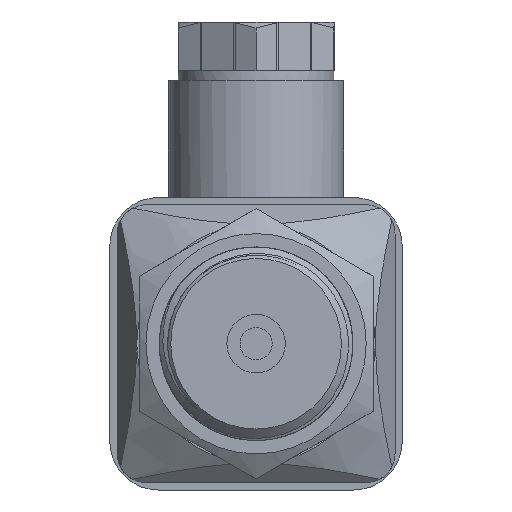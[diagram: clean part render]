
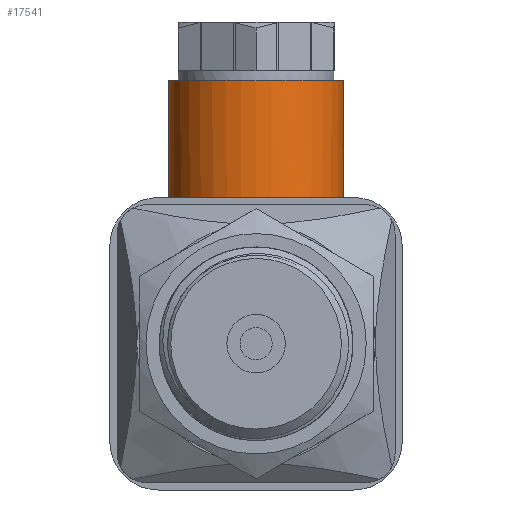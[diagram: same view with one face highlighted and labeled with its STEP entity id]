
A CAD part, left-side view. The second image highlights one B-rep face of the part: STEP entity #17541.
In plain terms, the highlighted cylindrical face has radius 9 mm (diameter 18 mm), a full revolution.
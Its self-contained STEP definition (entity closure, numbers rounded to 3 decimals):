
#1999=FACE_OUTER_BOUND('',#3089,.T.);
#3089=EDGE_LOOP('',(#16280,#16281,#16282,#16283,#16284,#16285,#16286));
#3401=CIRCLE('',#18598,9.);
#3402=CIRCLE('',#18599,9.);
#3427=CIRCLE('',#18680,9.);
#4119=B_SPLINE_CURVE_WITH_KNOTS('',3,(#37302,#37303,#37304,#37305,#37306,
#37307,#37308,#37309,#37310,#37311),.UNSPECIFIED.,.F.,.F.,(4,2,1,1,1,1,
4),(-0.002,0.,0.204,0.408,0.611,
0.815,1.019),.UNSPECIFIED.);
#4120=B_SPLINE_CURVE_WITH_KNOTS('',3,(#37380,#37381,#37382,#37383,#37384,
#37385,#37386,#37387,#37388,#37389,#37390,#37391),.UNSPECIFIED.,.F.,.F.,
(4,1,1,1,1,1,1,2,4),(0.,0.204,0.306,
0.408,0.509,0.611,0.815,
1.019,1.02),.UNSPECIFIED.);
#5589=LINE('',#37743,#7076);
#7076=VECTOR('',#22229,9.);
#8373=VERTEX_POINT('',#34743);
#8637=VERTEX_POINT('',#37300);
#8638=VERTEX_POINT('',#37313);
#8640=VERTEX_POINT('',#37317);
#8731=VERTEX_POINT('',#37741);
#11107=EDGE_CURVE('',#8373,#8637,#4119,.T.);
#11110=EDGE_CURVE('',#8637,#8640,#3401,.T.);
#11111=EDGE_CURVE('',#8640,#8638,#3402,.T.);
#11112=EDGE_CURVE('',#8638,#8373,#4120,.T.);
#11257=EDGE_CURVE('',#8731,#8731,#3427,.T.);
#11258=EDGE_CURVE('',#8731,#8640,#5589,.T.);
#16280=ORIENTED_EDGE('',*,*,#11257,.F.);
#16281=ORIENTED_EDGE('',*,*,#11258,.T.);
#16282=ORIENTED_EDGE('',*,*,#11110,.F.);
#16283=ORIENTED_EDGE('',*,*,#11107,.F.);
#16284=ORIENTED_EDGE('',*,*,#11112,.F.);
#16285=ORIENTED_EDGE('',*,*,#11111,.F.);
#16286=ORIENTED_EDGE('',*,*,#11258,.F.);
#16570=CYLINDRICAL_SURFACE('',#18679,9.);
#17541=ADVANCED_FACE('',(#1999),#16570,.T.);
#18598=AXIS2_PLACEMENT_3D('',#37318,#21968,#21969);
#18599=AXIS2_PLACEMENT_3D('',#37319,#21970,#21971);
#18679=AXIS2_PLACEMENT_3D('',#37740,#22225,#22226);
#18680=AXIS2_PLACEMENT_3D('',#37742,#22227,#22228);
#21968=DIRECTION('center_axis',(0.,0.,-1.));
#21969=DIRECTION('ref_axis',(1.,0.,0.));
#21970=DIRECTION('center_axis',(0.,0.,-1.));
#21971=DIRECTION('ref_axis',(1.,0.,0.));
#22225=DIRECTION('center_axis',(0.,0.,1.));
#22226=DIRECTION('ref_axis',(-1.,0.,0.));
#22227=DIRECTION('center_axis',(0.,0.,1.));
#22228=DIRECTION('ref_axis',(-1.,0.,0.));
#22229=DIRECTION('',(0.,0.,-1.));
#34743=CARTESIAN_POINT('',(-28.,0.,10.5));
#37300=CARTESIAN_POINT('',(-24.4,7.2,14.5));
#37302=CARTESIAN_POINT('Ctrl Pts',(-28.,0.,10.5));
#37303=CARTESIAN_POINT('Ctrl Pts',(-28.,0.004,10.503));
#37304=CARTESIAN_POINT('Ctrl Pts',(-28.,0.008,
10.505));
#37305=CARTESIAN_POINT('Ctrl Pts',(-27.999,0.528,
10.871));
#37306=CARTESIAN_POINT('Ctrl Pts',(-27.909,1.565,11.599));
#37307=CARTESIAN_POINT('Ctrl Pts',(-27.501,3.098,12.639));
#37308=CARTESIAN_POINT('Ctrl Pts',(-26.801,4.592,13.566));
#37309=CARTESIAN_POINT('Ctrl Pts',(-25.787,6.,14.28));
#37310=CARTESIAN_POINT('Ctrl Pts',(-24.889,6.833,14.5));
#37311=CARTESIAN_POINT('Ctrl Pts',(-24.4,7.2,14.5));
#37313=CARTESIAN_POINT('',(-24.4,-7.2,14.5));
#37317=CARTESIAN_POINT('',(-10.,0.,14.5));
#37318=CARTESIAN_POINT('Origin',(-19.,0.,14.5));
#37319=CARTESIAN_POINT('Origin',(-19.,0.,14.5));
#37380=CARTESIAN_POINT('Ctrl Pts',(-24.4,-7.2,14.5));
#37381=CARTESIAN_POINT('Ctrl Pts',(-24.889,-6.833,
14.5));
#37382=CARTESIAN_POINT('Ctrl Pts',(-25.563,-6.207,
14.335));
#37383=CARTESIAN_POINT('Ctrl Pts',(-26.294,-5.296,
13.923));
#37384=CARTESIAN_POINT('Ctrl Pts',(-26.763,-4.579,
13.539));
#37385=CARTESIAN_POINT('Ctrl Pts',(-27.15,-3.846,
13.104));
#37386=CARTESIAN_POINT('Ctrl Pts',(-27.569,-2.842,
12.466));
#37387=CARTESIAN_POINT('Ctrl Pts',(-27.909,-1.565,
11.6));
#37388=CARTESIAN_POINT('Ctrl Pts',(-27.999,-0.528,
10.871));
#37389=CARTESIAN_POINT('Ctrl Pts',(-28.,-0.008,
10.505));
#37390=CARTESIAN_POINT('Ctrl Pts',(-28.,-0.004,10.503));
#37391=CARTESIAN_POINT('Ctrl Pts',(-28.,0.,10.5));
#37740=CARTESIAN_POINT('Origin',(-19.,0.,13.5));
#37741=CARTESIAN_POINT('',(-10.,0.,27.));
#37742=CARTESIAN_POINT('Origin',(-19.,0.,27.));
#37743=CARTESIAN_POINT('',(-10.,0.,13.5));
